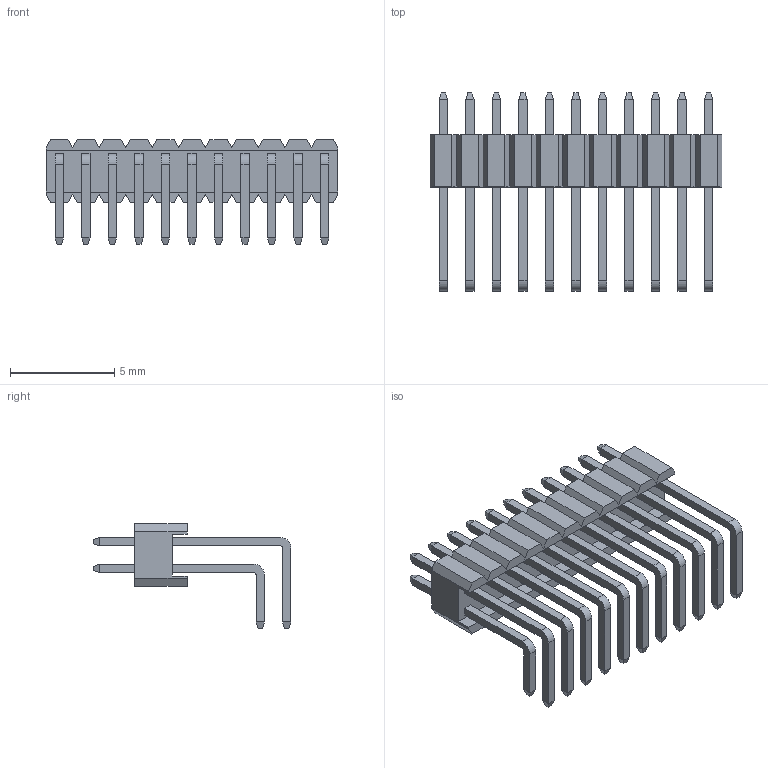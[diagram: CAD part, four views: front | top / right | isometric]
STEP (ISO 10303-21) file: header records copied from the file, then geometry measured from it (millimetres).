
FILE_DESCRIPTION((''),'2;1');
FILE_NAME('FPH12734-D22B1014031903B','2023-05-19T',('工程三'),(''),'PRO/ENGINEER BY PARAMETRIC TECHNOLOGY CORPORATION, 2010280','PRO/ENGINEER BY PARAMETRIC TECHNOLOGY CORPORATION, 2010280','');
FILE_SCHEMA(('CONFIG_CONTROL_DESIGN'));
Length unit declared in the file: millimetre
Products named in the file (1): FPH12734-D22B1014031903B
Bounding box: 13.97 x 9.47 x 5 mm (x, y, z)
Volume: 115.4 mm3; surface area: 552 mm2
Topology: 1 solids, 1 shells, 558 faces, 1360 edges, 848 vertices
Faces by surface type: plane 514, cylinder 44
Entity records: 15902 total; most frequent: CARTESIAN_POINT 2766, ORIENTED_EDGE 2720, DIRECTION 2564, EDGE_CURVE 1360, VECTOR 1272, LINE 1272, VERTEX_POINT 848, AXIS2_PLACEMENT_3D 646
